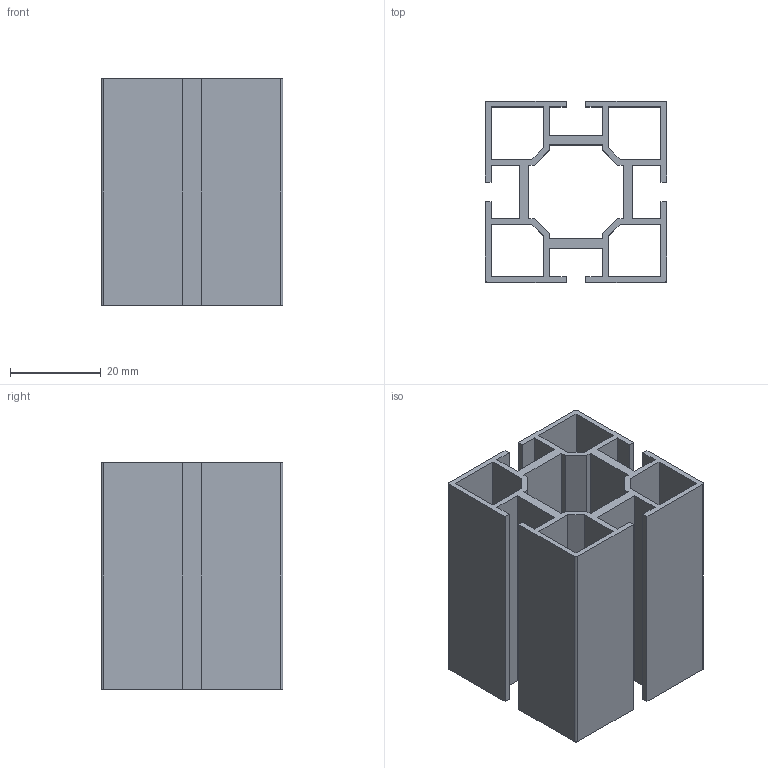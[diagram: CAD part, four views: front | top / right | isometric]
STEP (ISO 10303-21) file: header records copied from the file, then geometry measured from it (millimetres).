
FILE_DESCRIPTION(/* description */ ('Alibre Inc.'),/* implementation_level */ '2;1');
FILE_NAME(/* name */ 'export0',/* time_stamp */ '2016-05-27T18:13:22-05:00',/* author */ (''),/* organization */ (''),/* preprocessor_version */ 'ST-DEVELOPER v14',/* originating_system */ 'Alibre',/* authorisation */ '');
FILE_SCHEMA (('AUTOMOTIVE_DESIGN'));
Length unit declared in the file: centimetre
Bounding box: 40 x 40 x 50 mm (x, y, z)
Volume: 19235.9 mm3; surface area: 27471.5 mm2
Topology: 1 solids, 1 shells, 78 faces, 228 edges, 152 vertices
Faces by surface type: plane 74, cylinder 4
Entity records: 2501 total; most frequent: CARTESIAN_POINT 458, ORIENTED_EDGE 456, DIRECTION 318, EDGE_CURVE 228, VECTOR 220, LINE 220, VERTEX_POINT 152, EDGE_LOOP 88
